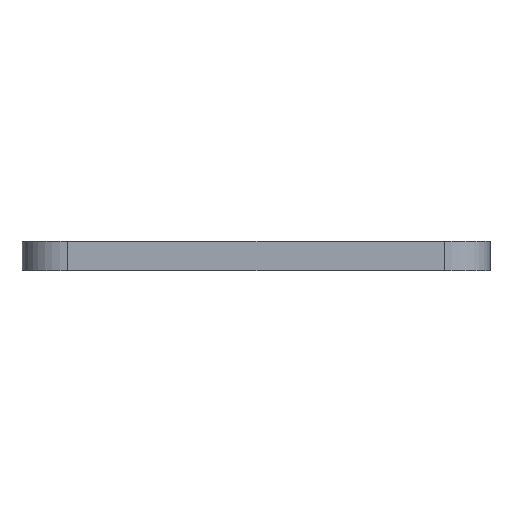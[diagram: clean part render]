
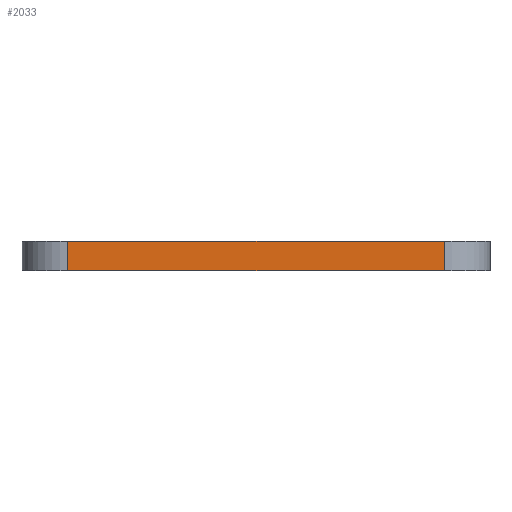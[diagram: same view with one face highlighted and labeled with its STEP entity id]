
A CAD part, left-side view. The second image highlights one B-rep face of the part: STEP entity #2033.
In plain terms, the highlighted planar face has unit normal (-1, 0, 0).
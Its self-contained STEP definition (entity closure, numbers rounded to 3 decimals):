
#84 = PLANE('',#85);
#85 = AXIS2_PLACEMENT_3D('',#86,#87,#88);
#86 = CARTESIAN_POINT('',(14.,-12.75,1.6));
#87 = DIRECTION('',(0.,0.,1.));
#88 = DIRECTION('',(1.,0.,0.));
#139 = PLANE('',#140);
#140 = AXIS2_PLACEMENT_3D('',#141,#142,#143);
#141 = CARTESIAN_POINT('',(14.,-12.75,0.));
#142 = DIRECTION('',(0.,0.,1.));
#143 = DIRECTION('',(1.,0.,0.));
#172 = CYLINDRICAL_SURFACE('',#173,2.5);
#173 = AXIS2_PLACEMENT_3D('',#174,#175,#176);
#174 = CARTESIAN_POINT('',(2.5,-23.,0.));
#175 = DIRECTION('',(0.,0.,-1.));
#176 = DIRECTION('',(1.,0.,0.));
#361 = VERTEX_POINT('',#362);
#362 = CARTESIAN_POINT('',(0.,-2.5,0.));
#377 = CYLINDRICAL_SURFACE('',#378,2.5);
#378 = AXIS2_PLACEMENT_3D('',#379,#380,#381);
#379 = CARTESIAN_POINT('',(2.5,-2.5,0.));
#380 = DIRECTION('',(0.,0.,-1.));
#381 = DIRECTION('',(1.,0.,0.));
#389 = EDGE_CURVE('',#361,#390,#392,.T.);
#390 = VERTEX_POINT('',#391);
#391 = CARTESIAN_POINT('',(0.,-23.,0.));
#392 = SURFACE_CURVE('',#393,(#397,#404),.PCURVE_S1.);
#393 = LINE('',#394,#395);
#394 = CARTESIAN_POINT('',(0.,-2.5,0.));
#395 = VECTOR('',#396,1.);
#396 = DIRECTION('',(0.,-1.,0.));
#397 = PCURVE('',#139,#398);
#398 = DEFINITIONAL_REPRESENTATION('',(#399),#403);
#399 = LINE('',#400,#401);
#400 = CARTESIAN_POINT('',(-14.,10.25));
#401 = VECTOR('',#402,1.);
#402 = DIRECTION('',(0.,-1.));
#403 = ( GEOMETRIC_REPRESENTATION_CONTEXT(2) 
PARAMETRIC_REPRESENTATION_CONTEXT() REPRESENTATION_CONTEXT('2D SPACE',''
  ) );
#404 = PCURVE('',#405,#410);
#405 = PLANE('',#406);
#406 = AXIS2_PLACEMENT_3D('',#407,#408,#409);
#407 = CARTESIAN_POINT('',(0.,-2.5,0.));
#408 = DIRECTION('',(1.,0.,0.));
#409 = DIRECTION('',(0.,-1.,0.));
#410 = DEFINITIONAL_REPRESENTATION('',(#411),#415);
#411 = LINE('',#412,#413);
#412 = CARTESIAN_POINT('',(0.,0.));
#413 = VECTOR('',#414,1.);
#414 = DIRECTION('',(1.,0.));
#415 = ( GEOMETRIC_REPRESENTATION_CONTEXT(2) 
PARAMETRIC_REPRESENTATION_CONTEXT() REPRESENTATION_CONTEXT('2D SPACE',''
  ) );
#1267 = VERTEX_POINT('',#1268);
#1268 = CARTESIAN_POINT('',(0.,-2.5,1.6));
#1290 = EDGE_CURVE('',#1267,#1291,#1293,.T.);
#1291 = VERTEX_POINT('',#1292);
#1292 = CARTESIAN_POINT('',(0.,-23.,1.6));
#1293 = SURFACE_CURVE('',#1294,(#1298,#1305),.PCURVE_S1.);
#1294 = LINE('',#1295,#1296);
#1295 = CARTESIAN_POINT('',(0.,-2.5,1.6));
#1296 = VECTOR('',#1297,1.);
#1297 = DIRECTION('',(0.,-1.,0.));
#1298 = PCURVE('',#84,#1299);
#1299 = DEFINITIONAL_REPRESENTATION('',(#1300),#1304);
#1300 = LINE('',#1301,#1302);
#1301 = CARTESIAN_POINT('',(-14.,10.25));
#1302 = VECTOR('',#1303,1.);
#1303 = DIRECTION('',(0.,-1.));
#1304 = ( GEOMETRIC_REPRESENTATION_CONTEXT(2) 
PARAMETRIC_REPRESENTATION_CONTEXT() REPRESENTATION_CONTEXT('2D SPACE',''
  ) );
#1305 = PCURVE('',#405,#1306);
#1306 = DEFINITIONAL_REPRESENTATION('',(#1307),#1311);
#1307 = LINE('',#1308,#1309);
#1308 = CARTESIAN_POINT('',(0.,-1.6));
#1309 = VECTOR('',#1310,1.);
#1310 = DIRECTION('',(1.,0.));
#1311 = ( GEOMETRIC_REPRESENTATION_CONTEXT(2) 
PARAMETRIC_REPRESENTATION_CONTEXT() REPRESENTATION_CONTEXT('2D SPACE',''
  ) );
#1983 = EDGE_CURVE('',#390,#1291,#1984,.T.);
#1984 = SURFACE_CURVE('',#1985,(#1989,#1996),.PCURVE_S1.);
#1985 = LINE('',#1986,#1987);
#1986 = CARTESIAN_POINT('',(0.,-23.,0.));
#1987 = VECTOR('',#1988,1.);
#1988 = DIRECTION('',(0.,0.,1.));
#1989 = PCURVE('',#172,#1990);
#1990 = DEFINITIONAL_REPRESENTATION('',(#1991),#1995);
#1991 = LINE('',#1992,#1993);
#1992 = CARTESIAN_POINT('',(-3.142,0.));
#1993 = VECTOR('',#1994,1.);
#1994 = DIRECTION('',(0.,-1.));
#1995 = ( GEOMETRIC_REPRESENTATION_CONTEXT(2) 
PARAMETRIC_REPRESENTATION_CONTEXT() REPRESENTATION_CONTEXT('2D SPACE',''
  ) );
#1996 = PCURVE('',#405,#1997);
#1997 = DEFINITIONAL_REPRESENTATION('',(#1998),#2002);
#1998 = LINE('',#1999,#2000);
#1999 = CARTESIAN_POINT('',(20.5,0.));
#2000 = VECTOR('',#2001,1.);
#2001 = DIRECTION('',(0.,-1.));
#2002 = ( GEOMETRIC_REPRESENTATION_CONTEXT(2) 
PARAMETRIC_REPRESENTATION_CONTEXT() REPRESENTATION_CONTEXT('2D SPACE',''
  ) );
#2033 = ADVANCED_FACE('',(#2034),#405,.F.);
#2034 = FACE_BOUND('',#2035,.F.);
#2035 = EDGE_LOOP('',(#2036,#2057,#2058,#2059));
#2036 = ORIENTED_EDGE('',*,*,#2037,.T.);
#2037 = EDGE_CURVE('',#361,#1267,#2038,.T.);
#2038 = SURFACE_CURVE('',#2039,(#2043,#2050),.PCURVE_S1.);
#2039 = LINE('',#2040,#2041);
#2040 = CARTESIAN_POINT('',(0.,-2.5,0.));
#2041 = VECTOR('',#2042,1.);
#2042 = DIRECTION('',(0.,0.,1.));
#2043 = PCURVE('',#405,#2044);
#2044 = DEFINITIONAL_REPRESENTATION('',(#2045),#2049);
#2045 = LINE('',#2046,#2047);
#2046 = CARTESIAN_POINT('',(0.,0.));
#2047 = VECTOR('',#2048,1.);
#2048 = DIRECTION('',(0.,-1.));
#2049 = ( GEOMETRIC_REPRESENTATION_CONTEXT(2) 
PARAMETRIC_REPRESENTATION_CONTEXT() REPRESENTATION_CONTEXT('2D SPACE',''
  ) );
#2050 = PCURVE('',#377,#2051);
#2051 = DEFINITIONAL_REPRESENTATION('',(#2052),#2056);
#2052 = LINE('',#2053,#2054);
#2053 = CARTESIAN_POINT('',(-3.142,0.));
#2054 = VECTOR('',#2055,1.);
#2055 = DIRECTION('',(0.,-1.));
#2056 = ( GEOMETRIC_REPRESENTATION_CONTEXT(2) 
PARAMETRIC_REPRESENTATION_CONTEXT() REPRESENTATION_CONTEXT('2D SPACE',''
  ) );
#2057 = ORIENTED_EDGE('',*,*,#1290,.T.);
#2058 = ORIENTED_EDGE('',*,*,#1983,.F.);
#2059 = ORIENTED_EDGE('',*,*,#389,.F.);
